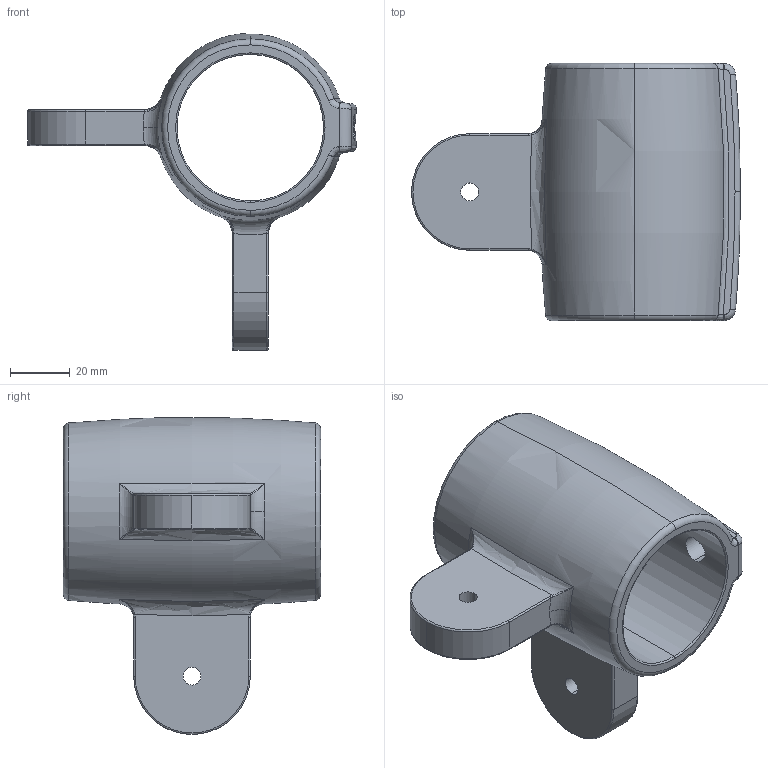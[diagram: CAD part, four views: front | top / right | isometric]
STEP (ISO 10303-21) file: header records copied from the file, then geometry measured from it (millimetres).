
FILE_DESCRIPTION (( 'STEP AP203' ), '1' );
FILE_NAME ('T194027.STEP', '2018-07-11T14:53:55', ( '' ), ( '' ), 'SwSTEP 2.0', 'SolidWorks 2016', '' );
FILE_SCHEMA (( 'CONFIG_CONTROL_DESIGN' ));
Length unit declared in the file: millimetre
Products named in the file (1): T194027
Bounding box: 110 x 86 x 105.97 mm (x, y, z)
Volume: 135865.7 mm3; surface area: 40203.9 mm2
Topology: 1 solids, 1 shells, 97 faces, 233 edges, 131 vertices
Faces by surface type: bspline 33, cylinder 29, torus 23, plane 12
Entity records: 4142 total; most frequent: CARTESIAN_POINT 2063, ORIENTED_EDGE 450, DIRECTION 388, EDGE_CURVE 225, AXIS2_PLACEMENT_3D 172, VERTEX_POINT 131, EDGE_LOOP 108, CIRCLE 107
